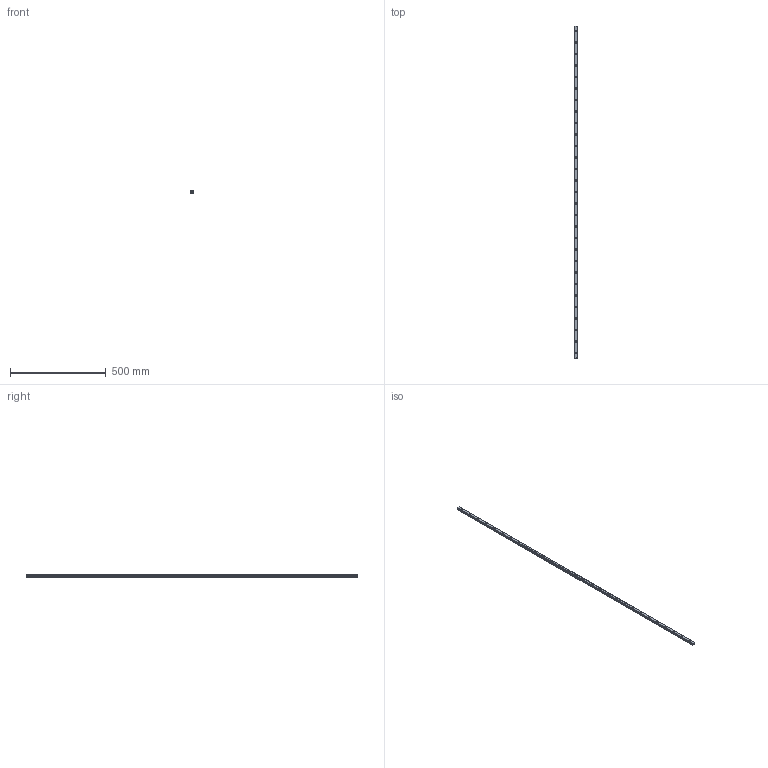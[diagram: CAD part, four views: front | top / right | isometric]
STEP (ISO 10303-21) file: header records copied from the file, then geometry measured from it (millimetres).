
FILE_DESCRIPTION(('STEP AP214'),'1');
FILE_NAME('cctmp_22E5194E-6199-4FB2-B71B-8FE4DDF3D846_2021_02_03_11_02_44_0112..stp','2021-02-03T10:02:44',('HIWIN GmbH'),('CADClick - www.CADClick.com'),'Spatial InterOp 3D',' ','unknown authorization');
FILE_SCHEMA(('AUTOMOTIVE_DESIGN'));
Length unit declared in the file: millimetre
Products named in the file (1): EGR15U1730C_FILE
Bounding box: 15 x 1730 x 12.5 mm (x, y, z)
Volume: 275536.9 mm3; surface area: 105531.1 mm2
Topology: 1 solids, 1 shells, 393 faces, 987 edges, 658 vertices
Faces by surface type: plane 201, cylinder 192
Entity records: 15169 total; most frequent: DIRECTION 2275, CARTESIAN_POINT 2039, ORIENTED_EDGE 1974, EDGE_CURVE 987, AXIS2_PLACEMENT_3D 894, VERTEX_POINT 658, LINE 487, VECTOR 487
